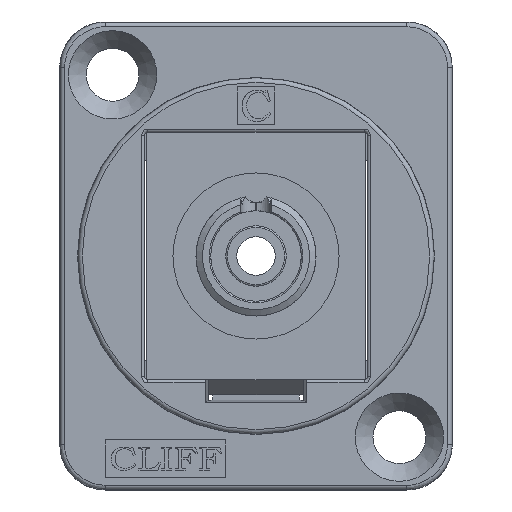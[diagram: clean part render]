
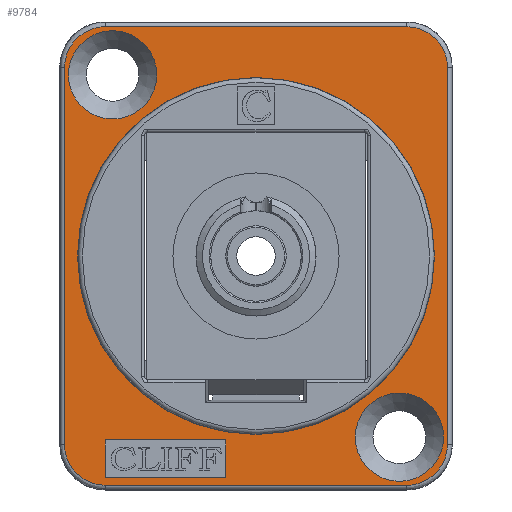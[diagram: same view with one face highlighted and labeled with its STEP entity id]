
A CAD part, front view. The second image highlights one B-rep face of the part: STEP entity #9784.
In plain terms, the highlighted planar face has unit normal (0, -1, 0).
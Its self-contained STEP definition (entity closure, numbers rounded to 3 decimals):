
#94=ELLIPSE('',#10602,2.7,2.7);
#95=ELLIPSE('',#10603,2.7,2.7);
#96=ELLIPSE('',#10604,2.7,2.7);
#97=ELLIPSE('',#10605,2.7,2.7);
#167=FACE_BOUND('',#1718,.T.);
#168=FACE_BOUND('',#1719,.T.);
#169=FACE_BOUND('',#1720,.T.);
#170=FACE_BOUND('',#1721,.T.);
#634=PLANE('',#10601);
#1204=FACE_OUTER_BOUND('',#1717,.T.);
#1717=EDGE_LOOP('',(#8661,#8662,#8663,#8664,#8665,#8666,#8667,#8668));
#1718=EDGE_LOOP('',(#8669));
#1719=EDGE_LOOP('',(#8670));
#1720=EDGE_LOOP('',(#8671,#8672,#8673,#8674));
#1721=EDGE_LOOP('',(#8675));
#2508=LINE('',#17570,#3309);
#2512=LINE('',#17578,#3313);
#2515=LINE('',#17584,#3316);
#2518=LINE('',#17589,#3319);
#2529=LINE('',#17641,#3330);
#2530=LINE('',#17645,#3331);
#2531=LINE('',#17649,#3332);
#2532=LINE('',#17652,#3333);
#3309=VECTOR('',#12902,2.5);
#3313=VECTOR('',#12908,8.);
#3316=VECTOR('',#12913,2.5);
#3319=VECTOR('',#12918,8.);
#3330=VECTOR('',#12967,24.965);
#3331=VECTOR('',#12970,19.965);
#3332=VECTOR('',#12973,24.965);
#3333=VECTOR('',#12976,19.965);
#3347=CIRCLE('',#9832,2.925);
#3349=CIRCLE('',#9835,2.925);
#3647=CIRCLE('',#10414,11.823);
#3690=VERTEX_POINT('',#13054);
#3692=VERTEX_POINT('',#13060);
#4270=VERTEX_POINT('',#15613);
#4559=VERTEX_POINT('',#17568);
#4560=VERTEX_POINT('',#17569);
#4563=VERTEX_POINT('',#17577);
#4565=VERTEX_POINT('',#17583);
#4573=VERTEX_POINT('',#17637);
#4574=VERTEX_POINT('',#17638);
#4575=VERTEX_POINT('',#17640);
#4576=VERTEX_POINT('',#17642);
#4577=VERTEX_POINT('',#17644);
#4578=VERTEX_POINT('',#17646);
#4579=VERTEX_POINT('',#17648);
#4580=VERTEX_POINT('',#17650);
#4589=EDGE_CURVE('',#3690,#3690,#3347,.T.);
#4592=EDGE_CURVE('',#3692,#3692,#3349,.T.);
#5459=EDGE_CURVE('',#4270,#4270,#3647,.T.);
#5924=EDGE_CURVE('',#4559,#4560,#2508,.T.);
#5928=EDGE_CURVE('',#4563,#4559,#2512,.T.);
#5931=EDGE_CURVE('',#4565,#4563,#2515,.T.);
#5934=EDGE_CURVE('',#4560,#4565,#2518,.T.);
#5952=EDGE_CURVE('',#4573,#4574,#94,.T.);
#5953=EDGE_CURVE('',#4575,#4573,#2529,.T.);
#5954=EDGE_CURVE('',#4576,#4575,#95,.T.);
#5955=EDGE_CURVE('',#4577,#4576,#2530,.T.);
#5956=EDGE_CURVE('',#4578,#4577,#96,.T.);
#5957=EDGE_CURVE('',#4579,#4578,#2531,.T.);
#5958=EDGE_CURVE('',#4580,#4579,#97,.T.);
#5959=EDGE_CURVE('',#4574,#4580,#2532,.T.);
#8661=ORIENTED_EDGE('',*,*,#5952,.F.);
#8662=ORIENTED_EDGE('',*,*,#5953,.F.);
#8663=ORIENTED_EDGE('',*,*,#5954,.F.);
#8664=ORIENTED_EDGE('',*,*,#5955,.F.);
#8665=ORIENTED_EDGE('',*,*,#5956,.F.);
#8666=ORIENTED_EDGE('',*,*,#5957,.F.);
#8667=ORIENTED_EDGE('',*,*,#5958,.F.);
#8668=ORIENTED_EDGE('',*,*,#5959,.F.);
#8669=ORIENTED_EDGE('',*,*,#4589,.T.);
#8670=ORIENTED_EDGE('',*,*,#4592,.T.);
#8671=ORIENTED_EDGE('',*,*,#5924,.T.);
#8672=ORIENTED_EDGE('',*,*,#5934,.T.);
#8673=ORIENTED_EDGE('',*,*,#5931,.T.);
#8674=ORIENTED_EDGE('',*,*,#5928,.T.);
#8675=ORIENTED_EDGE('',*,*,#5459,.T.);
#9784=ADVANCED_FACE('',(#1204,#167,#168,#169,#170),#634,.T.);
#9832=AXIS2_PLACEMENT_3D('',#13055,#10641,#10642);
#9835=AXIS2_PLACEMENT_3D('',#13061,#10648,#10649);
#10414=AXIS2_PLACEMENT_3D('',#15614,#12246,#12247);
#10601=AXIS2_PLACEMENT_3D('',#17636,#12963,#12964);
#10602=AXIS2_PLACEMENT_3D('',#17639,#12965,#12966);
#10603=AXIS2_PLACEMENT_3D('',#17643,#12968,#12969);
#10604=AXIS2_PLACEMENT_3D('',#17647,#12971,#12972);
#10605=AXIS2_PLACEMENT_3D('',#17651,#12974,#12975);
#10641=DIRECTION('center_axis',(0.,1.,0.));
#10642=DIRECTION('ref_axis',(1.,0.,0.));
#10648=DIRECTION('center_axis',(0.,1.,0.));
#10649=DIRECTION('ref_axis',(1.,0.,0.));
#12246=DIRECTION('center_axis',(0.,1.,0.));
#12247=DIRECTION('ref_axis',(-1.,0.,0.));
#12902=DIRECTION('',(0.,0.,1.));
#12908=DIRECTION('',(-1.,0.,0.));
#12913=DIRECTION('',(0.,0.,-1.));
#12918=DIRECTION('',(1.,0.,0.));
#12963=DIRECTION('center_axis',(0.,-1.,0.));
#12964=DIRECTION('ref_axis',(1.,0.,0.));
#12965=DIRECTION('center_axis',(0.,1.,0.));
#12966=DIRECTION('ref_axis',(-0.707,0.,0.707));
#12967=DIRECTION('',(0.,0.,1.));
#12968=DIRECTION('center_axis',(0.,1.,0.));
#12969=DIRECTION('ref_axis',(-0.707,0.,-0.707));
#12970=DIRECTION('',(-1.,0.,0.));
#12971=DIRECTION('center_axis',(0.,1.,0.));
#12972=DIRECTION('ref_axis',(0.707,0.,-0.707));
#12973=DIRECTION('',(0.,0.,-1.));
#12974=DIRECTION('center_axis',(0.,1.,0.));
#12975=DIRECTION('ref_axis',(0.707,0.,0.707));
#12976=DIRECTION('',(1.,0.,0.));
#13054=CARTESIAN_POINT('',(6.575,-2.3,-12.));
#13055=CARTESIAN_POINT('Origin',(9.5,-2.3,-12.));
#13060=CARTESIAN_POINT('',(-12.425,-2.3,12.));
#13061=CARTESIAN_POINT('Origin',(-9.5,-2.3,12.));
#15613=CARTESIAN_POINT('',(11.823,-2.3,0.));
#15614=CARTESIAN_POINT('Origin',(0.,-2.3,
0.));
#17568=CARTESIAN_POINT('',(-10.,-2.3,-14.683));
#17569=CARTESIAN_POINT('',(-10.,-2.3,-12.183));
#17570=CARTESIAN_POINT('',(-10.,-2.3,-7.341));
#17577=CARTESIAN_POINT('',(-2.,-2.3,-14.683));
#17578=CARTESIAN_POINT('',(-1.,-2.3,-14.683));
#17583=CARTESIAN_POINT('',(-2.,-2.3,-12.183));
#17584=CARTESIAN_POINT('',(-2.,-2.3,-6.091));
#17589=CARTESIAN_POINT('',(-5.,-2.3,-12.183));
#17636=CARTESIAN_POINT('Origin',(0.,-2.3,
0.));
#17637=CARTESIAN_POINT('',(-12.683,-2.3,12.483));
#17638=CARTESIAN_POINT('',(-9.983,-2.3,15.183));
#17639=CARTESIAN_POINT('Origin',(-9.982,-2.3,12.482));
#17640=CARTESIAN_POINT('',(-12.683,-2.3,-12.483));
#17641=CARTESIAN_POINT('',(-12.683,-2.3,-7.75));
#17642=CARTESIAN_POINT('',(-9.983,-2.3,-15.183));
#17643=CARTESIAN_POINT('Origin',(-9.982,-2.3,-12.482));
#17644=CARTESIAN_POINT('',(9.983,-2.3,-15.183));
#17645=CARTESIAN_POINT('',(6.5,-2.3,-15.183));
#17646=CARTESIAN_POINT('',(12.683,-2.3,-12.483));
#17647=CARTESIAN_POINT('Origin',(9.982,-2.3,-12.482));
#17648=CARTESIAN_POINT('',(12.683,-2.3,12.483));
#17649=CARTESIAN_POINT('',(12.683,-2.3,7.75));
#17650=CARTESIAN_POINT('',(9.983,-2.3,15.183));
#17651=CARTESIAN_POINT('Origin',(9.982,-2.3,12.482));
#17652=CARTESIAN_POINT('',(-6.5,-2.3,15.183));
